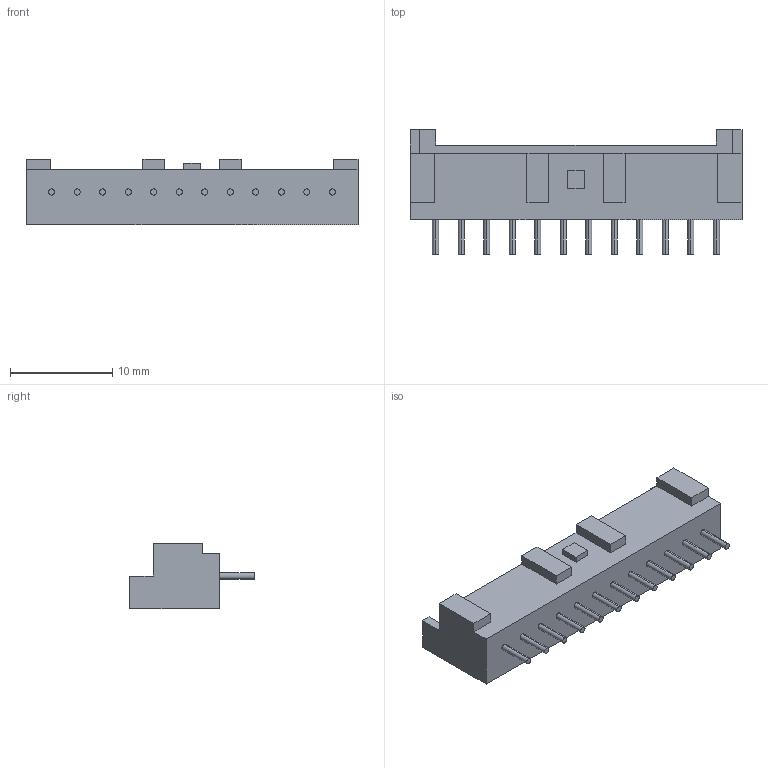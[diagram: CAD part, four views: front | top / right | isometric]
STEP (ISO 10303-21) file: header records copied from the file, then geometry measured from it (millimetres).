
FILE_DESCRIPTION (( 'STEP AP214' ), '1' );
FILE_NAME ('B12B-XASK-1.STEP', '2010-06-11T05:03:02', ( ' ' ), ( '' ), 'SwSTEP 2.0', 'SolidWorks 2009', '' );
FILE_SCHEMA (( 'AUTOMOTIVE_DESIGN' ));
Length unit declared in the file: millimetre
Products named in the file (1): B12B-XASK-1
Bounding box: 32.5 x 12.2 x 6.4 mm (x, y, z)
Volume: 683.8 mm3; surface area: 1442.9 mm2
Topology: 1 solids, 1 shells, 113 faces, 258 edges, 172 vertices
Faces by surface type: plane 65, cylinder 48
Entity records: 4485 total; most frequent: DIRECTION 582, CARTESIAN_POINT 544, ORIENTED_EDGE 516, EDGE_CURVE 258, AXIS2_PLACEMENT_3D 210, VERTEX_POINT 172, VECTOR 162, LINE 162
